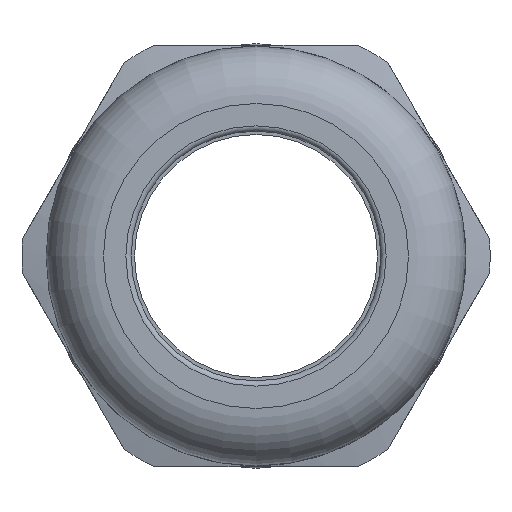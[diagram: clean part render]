
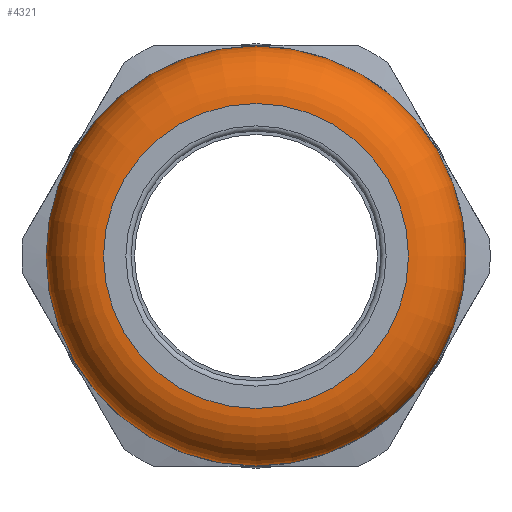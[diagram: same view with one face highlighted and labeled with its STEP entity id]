
A CAD part, left-side view. The second image highlights one B-rep face of the part: STEP entity #4321.
In plain terms, the highlighted toroidal (fillet/blend) face has major radius 8.68 mm and minor radius 3.27 mm.
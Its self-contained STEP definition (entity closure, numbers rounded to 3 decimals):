
#970=FACE_BOUND('',#1309,.T.);
#1037=FACE_OUTER_BOUND('',#1308,.T.);
#1308=EDGE_LOOP('',(#3074));
#1309=EDGE_LOOP('',(#3075));
#1585=CIRCLE('',#4632,8.68);
#1601=CIRCLE('',#4668,11.95);
#1858=VERTEX_POINT('',#6548);
#1894=VERTEX_POINT('',#8112);
#2305=EDGE_CURVE('',#1858,#1858,#1585,.T.);
#2358=EDGE_CURVE('',#1894,#1894,#1601,.T.);
#3074=ORIENTED_EDGE('',*,*,#2358,.F.);
#3075=ORIENTED_EDGE('',*,*,#2305,.T.);
#4267=TOROIDAL_SURFACE('',#4667,8.68,3.27);
#4321=ADVANCED_FACE('',(#1037,#970),#4267,.T.);
#4632=AXIS2_PLACEMENT_3D('',#6549,#5189,#5190);
#4667=AXIS2_PLACEMENT_3D('',#8111,#5274,#5275);
#4668=AXIS2_PLACEMENT_3D('',#8113,#5276,#5277);
#5189=DIRECTION('center_axis',(1.,0.,0.));
#5190=DIRECTION('ref_axis',(0.,0.,-1.));
#5274=DIRECTION('center_axis',(1.,0.,0.));
#5275=DIRECTION('ref_axis',(0.,0.,-1.));
#5276=DIRECTION('center_axis',(1.,0.,0.));
#5277=DIRECTION('ref_axis',(0.,0.,-1.));
#6548=CARTESIAN_POINT('',(-17.23,8.68,0.));
#6549=CARTESIAN_POINT('Origin',(-17.23,0.,0.));
#8111=CARTESIAN_POINT('Origin',(-13.96,0.,0.));
#8112=CARTESIAN_POINT('',(-13.96,11.95,0.));
#8113=CARTESIAN_POINT('Origin',(-13.96,0.,0.));
